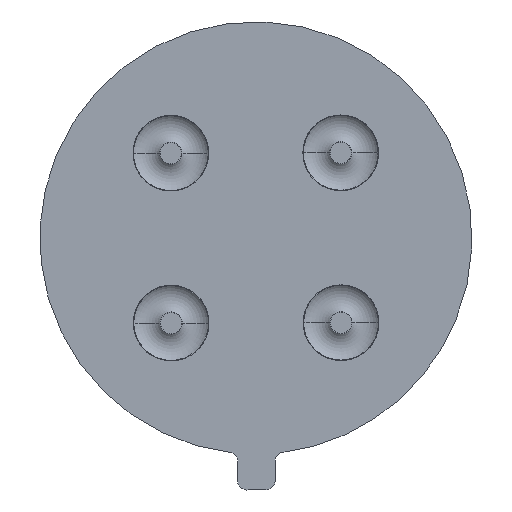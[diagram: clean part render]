
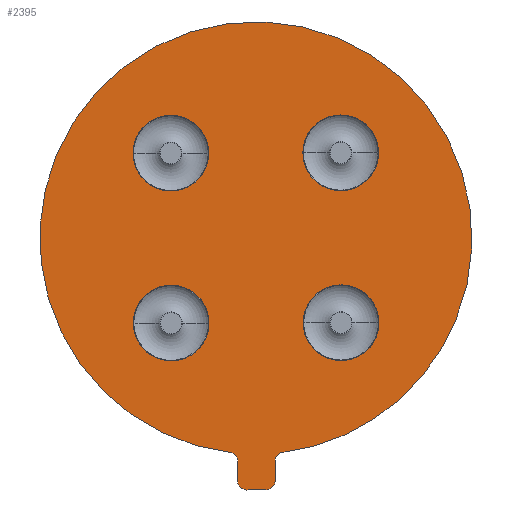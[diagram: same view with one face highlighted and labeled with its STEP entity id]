
A CAD part, front view. The second image highlights one B-rep face of the part: STEP entity #2395.
In plain terms, the highlighted planar face has unit normal (0, -1, 0).
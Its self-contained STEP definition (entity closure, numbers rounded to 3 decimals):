
#1891=CARTESIAN_POINT('',(0.,0.,0.));
#1892=DIRECTION('',(0.,-1.,0.));
#1893=DIRECTION('',(0.,0.,1.));
#1894=AXIS2_PLACEMENT_3D('',#1891,#1892,#1893);
#1896=CARTESIAN_POINT('',(0.,0.,0.));
#1897=DIRECTION('',(0.,-1.,0.));
#1898=DIRECTION('',(0.,0.,-1.));
#1899=AXIS2_PLACEMENT_3D('',#1896,#1897,#1898);
#1901=CARTESIAN_POINT('',(0.,0.,0.));
#1902=DIRECTION('',(0.,-1.,0.));
#1903=DIRECTION('',(-0.874,0.,-0.486));
#1904=AXIS2_PLACEMENT_3D('',#1901,#1902,#1903);
#1906=CARTESIAN_POINT('',(-4.135,0.,-2.362));
#1907=DIRECTION('',(0.,1.,0.));
#1908=DIRECTION('',(0.,0.,1.));
#1909=AXIS2_PLACEMENT_3D('',#1906,#1907,#1908);
#1911=CARTESIAN_POINT('',(-4.135,0.,-2.362));
#1912=DIRECTION('',(0.,1.,0.));
#1913=DIRECTION('',(-0.382,0.,0.924));
#1914=AXIS2_PLACEMENT_3D('',#1911,#1912,#1913);
#1916=DIRECTION('',(0.924,0.,0.382));
#1917=VECTOR('',#1916,0.406);
#1918=CARTESIAN_POINT('',(-4.586,0.,-2.333));
#1919=LINE('',#1918,#1917);
#1920=CARTESIAN_POINT('',(-4.663,0.,-2.148));
#1921=DIRECTION('',(0.,-1.,0.));
#1922=DIRECTION('',(0.,0.,-1.));
#1923=AXIS2_PLACEMENT_3D('',#1920,#1921,#1922);
#1925=CARTESIAN_POINT('',(-4.663,0.,-2.148));
#1926=DIRECTION('',(0.,-1.,0.));
#1927=DIRECTION('',(-0.924,0.,-0.383));
#1928=AXIS2_PLACEMENT_3D('',#1925,#1926,#1927);
#1930=DIRECTION('',(0.383,0.,-0.924));
#1931=VECTOR('',#1930,0.399);
#1932=CARTESIAN_POINT('',(-5.,0.,-1.856));
#1933=LINE('',#1932,#1931);
#1934=CARTESIAN_POINT('',(-4.816,0.,-1.78));
#1935=DIRECTION('',(0.,-1.,0.));
#1936=DIRECTION('',(-0.376,0.,0.927));
#1937=AXIS2_PLACEMENT_3D('',#1934,#1935,#1936);
#1939=DIRECTION('',(-0.927,0.,-0.376));
#1940=VECTOR('',#1939,0.403);
#1941=CARTESIAN_POINT('',(-4.517,0.,-1.443));
#1942=LINE('',#1941,#1940);
#1943=CARTESIAN_POINT('',(-4.592,0.,-1.257));
#1944=DIRECTION('',(0.,1.,0.));
#1945=DIRECTION('',(1.,0.,-0.022));
#1946=AXIS2_PLACEMENT_3D('',#1943,#1944,#1945);
#1948=CARTESIAN_POINT('',(2.347,0.,-0.972));
#1949=DIRECTION('',(0.,1.,0.));
#1950=DIRECTION('',(0.,0.,1.));
#1951=AXIS2_PLACEMENT_3D('',#1948,#1949,#1950);
#1953=CARTESIAN_POINT('',(2.347,0.,-0.972));
#1954=DIRECTION('',(0.,1.,0.));
#1955=DIRECTION('',(0.,0.,-1.));
#1956=AXIS2_PLACEMENT_3D('',#1953,#1954,#1955);
#1958=CARTESIAN_POINT('',(0.972,0.,2.347));
#1959=DIRECTION('',(0.,1.,0.));
#1960=DIRECTION('',(0.,0.,1.));
#1961=AXIS2_PLACEMENT_3D('',#1958,#1959,#1960);
#1963=CARTESIAN_POINT('',(0.972,0.,2.347));
#1964=DIRECTION('',(0.,1.,0.));
#1965=DIRECTION('',(0.,0.,-1.));
#1966=AXIS2_PLACEMENT_3D('',#1963,#1964,#1965);
#1968=CARTESIAN_POINT('',(-2.347,0.,0.972));
#1969=DIRECTION('',(0.,1.,0.));
#1970=DIRECTION('',(0.,0.,1.));
#1971=AXIS2_PLACEMENT_3D('',#1968,#1969,#1970);
#1973=CARTESIAN_POINT('',(-2.347,0.,0.972));
#1974=DIRECTION('',(0.,1.,0.));
#1975=DIRECTION('',(0.,0.,-1.));
#1976=AXIS2_PLACEMENT_3D('',#1973,#1974,#1975);
#1978=CARTESIAN_POINT('',(-0.972,0.,-2.347));
#1979=DIRECTION('',(0.,1.,0.));
#1980=DIRECTION('',(0.,0.,1.));
#1981=AXIS2_PLACEMENT_3D('',#1978,#1979,#1980);
#1983=CARTESIAN_POINT('',(-0.972,0.,-2.347));
#1984=DIRECTION('',(0.,1.,0.));
#1985=DIRECTION('',(0.,0.,-1.));
#1986=AXIS2_PLACEMENT_3D('',#1983,#1984,#1985);
#2060=CARTESIAN_POINT('',(2.347,0.,-0.172));
#2062=VERTEX_POINT('',#2060);
#2066=CARTESIAN_POINT('',(2.347,0.,-1.772));
#2067=VERTEX_POINT('',#2066);
#2072=CARTESIAN_POINT('',(0.972,0.,3.147));
#2073=VERTEX_POINT('',#2072);
#2074=CARTESIAN_POINT('',(0.972,0.,1.547));
#2075=VERTEX_POINT('',#2074);
#2080=CARTESIAN_POINT('',(-2.347,0.,1.772));
#2081=VERTEX_POINT('',#2080);
#2082=CARTESIAN_POINT('',(-2.347,0.,0.172));
#2083=VERTEX_POINT('',#2082);
#2088=CARTESIAN_POINT('',(-0.972,0.,-1.547));
#2089=VERTEX_POINT('',#2088);
#2090=CARTESIAN_POINT('',(-0.972,0.,-3.147));
#2091=VERTEX_POINT('',#2090);
#2096=CARTESIAN_POINT('',(-4.663,0.,-2.348));
#2097=VERTEX_POINT('',#2096);
#2098=CARTESIAN_POINT('',(-4.848,0.,-2.225));
#2099=VERTEX_POINT('',#2098);
#2116=CARTESIAN_POINT('',(0.,0.,-4.57));
#2117=CARTESIAN_POINT('',(0.,0.,4.57));
#2118=VERTEX_POINT('',#2116);
#2119=VERTEX_POINT('',#2117);
#2124=CARTESIAN_POINT('',(-4.392,0.,
-1.262));
#2125=VERTEX_POINT('',#2124);
#2128=CARTESIAN_POINT('',(-3.995,0.,
-2.219));
#2129=VERTEX_POINT('',#2128);
#2132=CARTESIAN_POINT('',(-4.517,0.,-1.443));
#2133=VERTEX_POINT('',#2132);
#2134=CARTESIAN_POINT('',(-4.891,0.,-1.594));
#2135=VERTEX_POINT('',#2134);
#2136=CARTESIAN_POINT('',(-5.,0.,-1.856));
#2137=VERTEX_POINT('',#2136);
#2138=CARTESIAN_POINT('',(-4.586,0.,-2.333));
#2139=VERTEX_POINT('',#2138);
#2140=CARTESIAN_POINT('',(-4.211,0.,-2.177));
#2141=VERTEX_POINT('',#2140);
#2142=CARTESIAN_POINT('',(-4.135,0.,-2.162));
#2143=VERTEX_POINT('',#2142);
#2342=CARTESIAN_POINT('',(0.,0.,0.));
#2343=DIRECTION('',(0.,-1.,0.));
#2344=DIRECTION('',(0.,0.,-1.));
#2345=AXIS2_PLACEMENT_3D('',#2342,#2343,#2344);
#2346=PLANE('',#2345);
#2347=ORIENTED_EDGE('',*,*,#2332,.F.);
#2349=ORIENTED_EDGE('',*,*,#2348,.F.);
#2351=ORIENTED_EDGE('',*,*,#2350,.F.);
#2353=ORIENTED_EDGE('',*,*,#2352,.F.);
#2355=ORIENTED_EDGE('',*,*,#2354,.F.);
#2357=ORIENTED_EDGE('',*,*,#2356,.F.);
#2359=ORIENTED_EDGE('',*,*,#2358,.F.);
#2361=ORIENTED_EDGE('',*,*,#2360,.F.);
#2363=ORIENTED_EDGE('',*,*,#2362,.F.);
#2365=ORIENTED_EDGE('',*,*,#2364,.F.);
#2367=ORIENTED_EDGE('',*,*,#2366,.F.);
#2369=ORIENTED_EDGE('',*,*,#2368,.F.);
#2370=EDGE_LOOP('',(#2347,#2349,#2351,#2353,#2355,#2357,#2359,#2361,#2363,#2365,
#2367,#2369));
#2371=FACE_OUTER_BOUND('',#2370,.F.);
#2373=ORIENTED_EDGE('',*,*,#2372,.F.);
#2374=ORIENTED_EDGE('',*,*,#2165,.F.);
#2375=EDGE_LOOP('',(#2373,#2374));
#2376=FACE_BOUND('',#2375,.F.);
#2378=ORIENTED_EDGE('',*,*,#2377,.F.);
#2380=ORIENTED_EDGE('',*,*,#2379,.F.);
#2381=EDGE_LOOP('',(#2378,#2380));
#2382=FACE_BOUND('',#2381,.F.);
#2384=ORIENTED_EDGE('',*,*,#2383,.F.);
#2386=ORIENTED_EDGE('',*,*,#2385,.F.);
#2387=EDGE_LOOP('',(#2384,#2386));
#2388=FACE_BOUND('',#2387,.F.);
#2390=ORIENTED_EDGE('',*,*,#2389,.F.);
#2392=ORIENTED_EDGE('',*,*,#2391,.F.);
#2393=EDGE_LOOP('',(#2390,#2392));
#2394=FACE_BOUND('',#2393,.F.);
#1895=CIRCLE('',#1894,4.57);
#1900=CIRCLE('',#1899,4.57);
#1905=CIRCLE('',#1904,4.57);
#1910=CIRCLE('',#1909,0.2);
#1915=CIRCLE('',#1914,0.2);
#1924=CIRCLE('',#1923,0.2);
#1929=CIRCLE('',#1928,0.2);
#1938=CIRCLE('',#1937,0.2);
#1947=CIRCLE('',#1946,0.2);
#1952=CIRCLE('',#1951,0.8);
#1957=CIRCLE('',#1956,0.8);
#1962=CIRCLE('',#1961,0.8);
#1967=CIRCLE('',#1966,0.8);
#1972=CIRCLE('',#1971,0.8);
#1977=CIRCLE('',#1976,0.8);
#1982=CIRCLE('',#1981,0.8);
#1987=CIRCLE('',#1986,0.8);
#2165=EDGE_CURVE('',#2067,#2062,#1957,.T.);
#2332=EDGE_CURVE('',#2119,#2125,#1895,.T.);
#2348=EDGE_CURVE('',#2118,#2119,#1900,.T.);
#2350=EDGE_CURVE('',#2129,#2118,#1905,.T.);
#2352=EDGE_CURVE('',#2143,#2129,#1910,.T.);
#2354=EDGE_CURVE('',#2141,#2143,#1915,.T.);
#2356=EDGE_CURVE('',#2139,#2141,#1919,.T.);
#2358=EDGE_CURVE('',#2097,#2139,#1924,.T.);
#2360=EDGE_CURVE('',#2099,#2097,#1929,.T.);
#2362=EDGE_CURVE('',#2137,#2099,#1933,.T.);
#2364=EDGE_CURVE('',#2135,#2137,#1938,.T.);
#2366=EDGE_CURVE('',#2133,#2135,#1942,.T.);
#2368=EDGE_CURVE('',#2125,#2133,#1947,.T.);
#2372=EDGE_CURVE('',#2062,#2067,#1952,.T.);
#2377=EDGE_CURVE('',#2073,#2075,#1962,.T.);
#2379=EDGE_CURVE('',#2075,#2073,#1967,.T.);
#2383=EDGE_CURVE('',#2081,#2083,#1972,.T.);
#2385=EDGE_CURVE('',#2083,#2081,#1977,.T.);
#2389=EDGE_CURVE('',#2089,#2091,#1982,.T.);
#2391=EDGE_CURVE('',#2091,#2089,#1987,.T.);
#2395=ADVANCED_FACE('',(#2371,#2376,#2382,#2388,#2394),#2346,.T.);
